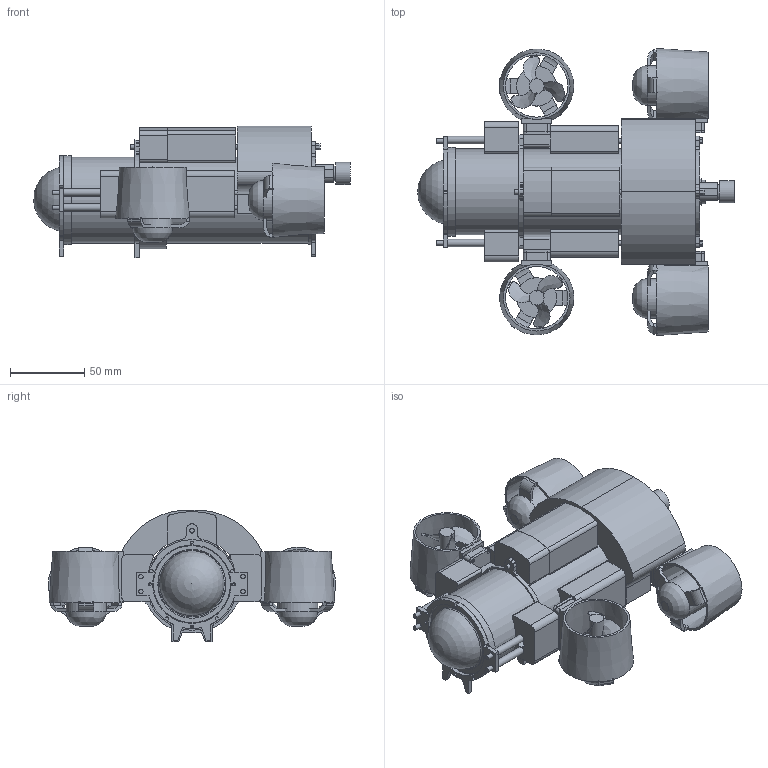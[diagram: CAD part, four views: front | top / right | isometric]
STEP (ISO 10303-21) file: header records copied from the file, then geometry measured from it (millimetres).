
FILE_DESCRIPTION(/* description */ (''),/* implementation_level */ '2;1');
FILE_NAME(/* name */ 'SBORKA v39.step',/* time_stamp */ '2022-11-18T11:28:53+03:00',/* author */ (''),/* organization */ (''),/* preprocessor_version */ 'ST-DEVELOPER v19.2',/* originating_system */ 'Autodesk Translation Framework v11.17.0.187',/* authorisation */ '');
FILE_SCHEMA (('AUTOMOTIVE_DESIGN { 1 0 10303 214 3 1 1 }'));
Length unit declared in the file: millimetre
Products named in the file (32): SBORKA; FORW_VNUTR_KOLCO; ON/OFF_WHEEL; GERMORAZYEM; KOLBA_ZADNEE_KOLCO; FORWARD_KUPOL_RING; SHPILKA_BOKOVAYA; SHPILKA_VERHNAYA; VERTICAL_TRUSTER_SCOBA; KOLBA_SREDNEE_KOLCO; ZADNEE_KOLCO_VNUTR; ON/OFF_WHEEL_down_part; AKRIL_KOLBA; PLAVUCHEST_2; PLAVUCHEST_1; PLAVUCHEST_BOKOVAYA; RESIN_PROSTAVKA; PLAVUCHEST_BOKOVAYA_LONG; KREPLENIE_TRUSTER; MOTOR_DRIVER; motor; ELECTRONIKA_SBORKA; ROUND_PLATA; OPORA_ZADNEE_KOLCO-ROUND_PLATA; 18650; FRONT_CAMERA_PODSTAVKA; BOTTOM_CAMERA_PODSTAVKA; ELECTRONIC_SANDVICH; BATTEREY_POCKET; FRONT_RASPICAM; KUPOL_AKRIL; PLAVUCHEST_SCOBA
Assembly tree (56 placements, depth 3):
  SBORKA
    FORW_VNUTR_KOLCO
    ON/OFF_WHEEL
    GERMORAZYEM
    KOLBA_ZADNEE_KOLCO
    FORWARD_KUPOL_RING
    SHPILKA_BOKOVAYA  x4
    SHPILKA_VERHNAYA
    VERTICAL_TRUSTER_SCOBA
    KOLBA_SREDNEE_KOLCO
    ZADNEE_KOLCO_VNUTR
    ON/OFF_WHEEL_down_part
    AKRIL_KOLBA
    MOTOR_DRIVER  x4
    PLAVUCHEST_2
    PLAVUCHEST_1
    motor  x4
    PLAVUCHEST_BOKOVAYA  x2
    RESIN_PROSTAVKA  x4
    PLAVUCHEST_BOKOVAYA_LONG  x2
    KREPLENIE_TRUSTER  x2
    ELECTRONIKA_SBORKA
      ROUND_PLATA
      OPORA_ZADNEE_KOLCO-ROUND_PLATA  x9
      18650
      FRONT_CAMERA_PODSTAVKA
      BOTTOM_CAMERA_PODSTAVKA
      ELECTRONIC_SANDVICH
      BATTEREY_POCKET  x2
      FRONT_RASPICAM  x2
    KUPOL_AKRIL
    PLAVUCHEST_SCOBA
Bounding box: 213.8 x 193.87 x 89 mm (x, y, z)
Volume: 563450.9 mm3; surface area: 300706 mm2
Topology: 88 solids, 100 shells, 1362 faces, 3346 edges, 2220 vertices
Faces by surface type: plane 739, cylinder 546, bspline 66, cone 8, sphere 2, torus 1
Full cylindrical faces by diameter (mm): 1 x8, 2 x68, 3 x76, 4 x13, 4.901 x1, 5 x7, 7 x1, 8 x2, 10 x9, 12 x7, 13 x2, 14 x2, 15 x1, 16 x1, 18 x1, 27 x4, 40.05 x1, 42 x1, 46 x1, 51 x2, 52 x4, 53 x1, 54 x3, 55 x1, 58 x1, 60 x3
Entity records: 28144 total; most frequent: CARTESIAN_POINT 6434, DIRECTION 4496, ORIENTED_EDGE 4062, EDGE_CURVE 2040, AXIS2_PLACEMENT_3D 1657, VERTEX_POINT 1349, LINE 1182, VECTOR 1182
